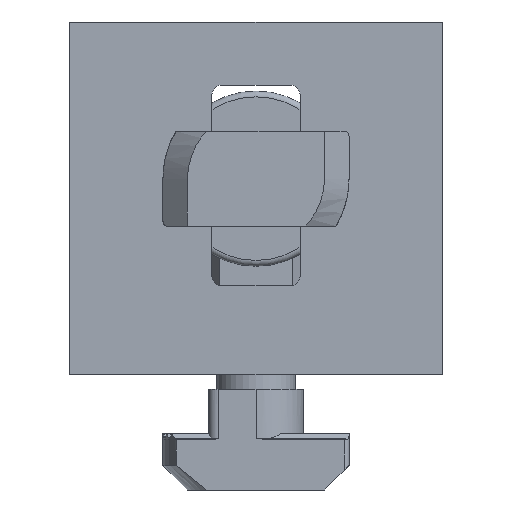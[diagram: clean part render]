
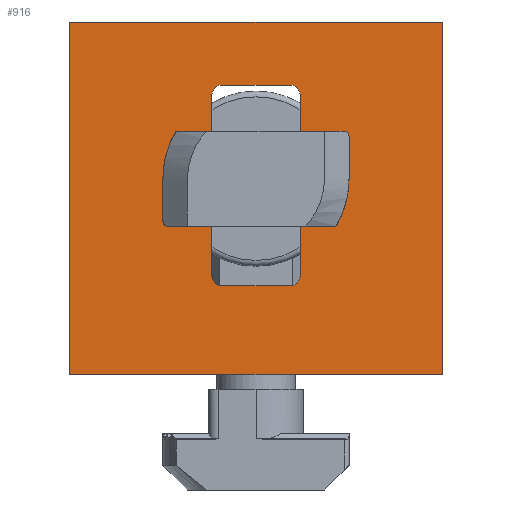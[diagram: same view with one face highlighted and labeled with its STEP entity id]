
A CAD part, front view. The second image highlights one B-rep face of the part: STEP entity #916.
In plain terms, the highlighted face is planar.
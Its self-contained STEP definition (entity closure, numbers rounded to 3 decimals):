
#916=ADVANCED_FACE('',(#1153,#1154),#1155,.T.);
#1153=FACE_BOUND('',#1438,.T.);
#1154=FACE_OUTER_BOUND('',#1439,.T.);
#1155=PLANE('',#1440);
#1438=EDGE_LOOP('',(#2336,#2337,#2338,#2339,#2340,#2341,#2342,#2343));
#1439=EDGE_LOOP('',(#2344,#2345,#2346,#2347));
#1440=AXIS2_PLACEMENT_3D('',#2348,#2349,#2350);
#2336=ORIENTED_EDGE('',*,*,#2821,.T.);
#2337=ORIENTED_EDGE('',*,*,#2822,.T.);
#2338=ORIENTED_EDGE('',*,*,#2823,.T.);
#2339=ORIENTED_EDGE('',*,*,#2804,.T.);
#2340=ORIENTED_EDGE('',*,*,#2798,.T.);
#2341=ORIENTED_EDGE('',*,*,#2801,.T.);
#2342=ORIENTED_EDGE('',*,*,#2824,.T.);
#2343=ORIENTED_EDGE('',*,*,#2825,.T.);
#2344=ORIENTED_EDGE('',*,*,#2826,.F.);
#2345=ORIENTED_EDGE('',*,*,#2827,.T.);
#2346=ORIENTED_EDGE('',*,*,#2816,.T.);
#2347=ORIENTED_EDGE('',*,*,#2828,.F.);
#2348=CARTESIAN_POINT('',(0.0,20.75,-19.0));
#2349=DIRECTION('',(-1.0,0.,0.0));
#2350=DIRECTION('',(0.,-1.0,0.0));
#2798=EDGE_CURVE('',#3309,#3313,#3315,.F.);
#2801=EDGE_CURVE('',#3313,#3318,#3320,.T.);
#2804=EDGE_CURVE('',#3322,#3309,#3325,.T.);
#2816=EDGE_CURVE('',#3342,#3347,#3349,.T.);
#2821=EDGE_CURVE('',#3358,#3359,#3360,.F.);
#2822=EDGE_CURVE('',#3359,#3361,#3362,.T.);
#2823=EDGE_CURVE('',#3361,#3322,#3363,.F.);
#2824=EDGE_CURVE('',#3318,#3364,#3365,.F.);
#2825=EDGE_CURVE('',#3364,#3358,#3366,.T.);
#2826=EDGE_CURVE('',#3367,#3368,#3369,.T.);
#2827=EDGE_CURVE('',#3367,#3342,#3370,.T.);
#2828=EDGE_CURVE('',#3368,#3347,#3371,.T.);
#3309=VERTEX_POINT('',#4159);
#3313=VERTEX_POINT('',#4164);
#3315=CIRCLE('',#4167,1.0);
#3318=VERTEX_POINT('',#4171);
#3320=LINE('',#4174,#4175);
#3322=VERTEX_POINT('',#4177);
#3325=LINE('',#4182,#4183);
#3342=VERTEX_POINT('',#4204);
#3347=VERTEX_POINT('',#4211);
#3349=LINE('',#4214,#4215);
#3358=VERTEX_POINT('',#4228);
#3359=VERTEX_POINT('',#4229);
#3360=CIRCLE('',#4230,1.0);
#3361=VERTEX_POINT('',#4231);
#3362=LINE('',#4232,#4233);
#3363=CIRCLE('',#4234,1.0);
#3364=VERTEX_POINT('',#4235);
#3365=CIRCLE('',#4236,1.0);
#3366=LINE('',#4237,#4238);
#3367=VERTEX_POINT('',#4239);
#3368=VERTEX_POINT('',#4240);
#3369=LINE('',#4241,#4242);
#3370=LINE('',#4243,#4244);
#3371=LINE('',#4245,#4246);
#4159=CARTESIAN_POINT('',(0.,29.55,3.5));
#4164=CARTESIAN_POINT('',(0.0,28.55,4.5));
#4167=AXIS2_PLACEMENT_3D('',#4763,#4764,#4765);
#4171=CARTESIAN_POINT('',(0.,10.05,4.5));
#4174=CARTESIAN_POINT('',(0.,20.75,4.5));
#4175=VECTOR('',#4768,1.0);
#4177=CARTESIAN_POINT('',(0.,29.55,-3.5));
#4182=CARTESIAN_POINT('',(0.,29.55,-19.0));
#4183=VECTOR('',#4771,1.0);
#4204=CARTESIAN_POINT('',(0.,0.0,-19.0));
#4211=CARTESIAN_POINT('',(0.,0.0,19.0));
#4214=CARTESIAN_POINT('',(0.,0.0,-19.0));
#4215=VECTOR('',#4791,1.0);
#4228=CARTESIAN_POINT('',(0.,9.05,-3.5));
#4229=CARTESIAN_POINT('',(0.,10.05,-4.5));
#4230=AXIS2_PLACEMENT_3D('',#4796,#4797,#4798);
#4231=CARTESIAN_POINT('',(0.,28.55,-4.5));
#4232=CARTESIAN_POINT('',(0.,20.75,-4.5));
#4233=VECTOR('',#4799,1.0);
#4234=AXIS2_PLACEMENT_3D('',#4800,#4801,#4802);
#4235=CARTESIAN_POINT('',(0.,9.05,3.5));
#4236=AXIS2_PLACEMENT_3D('',#4803,#4804,#4805);
#4237=CARTESIAN_POINT('',(0.,9.05,-19.0));
#4238=VECTOR('',#4806,1.0);
#4239=CARTESIAN_POINT('',(0.,36.0,-19.0));
#4240=CARTESIAN_POINT('',(0.,36.0,19.0));
#4241=CARTESIAN_POINT('',(0.0,36.0,-58.69));
#4242=VECTOR('',#4807,1.0);
#4243=CARTESIAN_POINT('',(0.0,20.75,-19.0));
#4244=VECTOR('',#4808,1.0);
#4245=CARTESIAN_POINT('',(0.0,20.75,19.0));
#4246=VECTOR('',#4809,1.0);
#4763=CARTESIAN_POINT('',(0.,28.55,3.5));
#4764=DIRECTION('',(-1.0,0.,0.0));
#4765=DIRECTION('',(0.,-1.0,0.0));
#4768=DIRECTION('',(0.,-1.0,0.));
#4771=DIRECTION('',(0.0,0.0,1.0));
#4791=DIRECTION('',(0.0,0.0,1.0));
#4796=CARTESIAN_POINT('',(0.,10.05,-3.5));
#4797=DIRECTION('',(-1.0,0.,0.0));
#4798=DIRECTION('',(0.,-1.0,0.0));
#4799=DIRECTION('',(0.,1.0,0.));
#4800=CARTESIAN_POINT('',(0.,28.55,-3.5));
#4801=DIRECTION('',(-1.0,0.,0.0));
#4802=DIRECTION('',(0.,-1.0,0.0));
#4803=CARTESIAN_POINT('',(0.,10.05,3.5));
#4804=DIRECTION('',(-1.0,0.,0.0));
#4805=DIRECTION('',(0.,-1.0,0.0));
#4806=DIRECTION('',(0.0,0.0,-1.0));
#4807=DIRECTION('',(0.0,0.0,1.0));
#4808=DIRECTION('',(0.,-1.0,0.0));
#4809=DIRECTION('',(0.,-1.0,0.0));
